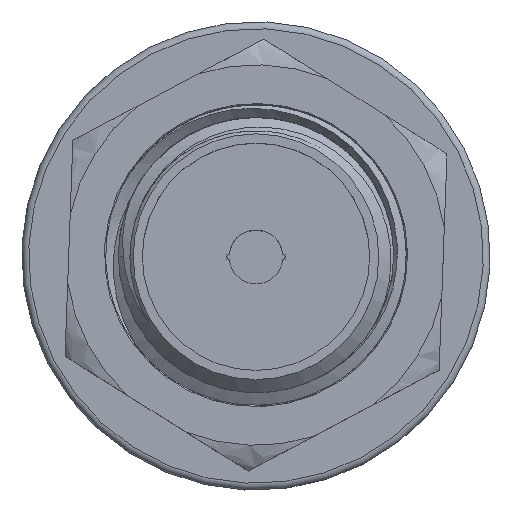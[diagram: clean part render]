
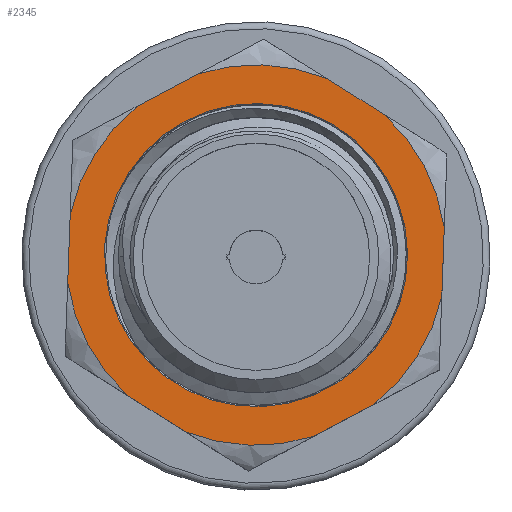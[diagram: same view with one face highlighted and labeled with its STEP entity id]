
A CAD part, top view. The second image highlights one B-rep face of the part: STEP entity #2345.
In plain terms, the highlighted planar face has unit normal (0, 0, 1).
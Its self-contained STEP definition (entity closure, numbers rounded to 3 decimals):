
#221=LINE('',#4156,#407);
#222=LINE('',#4161,#408);
#223=LINE('',#4165,#409);
#224=LINE('',#4169,#410);
#225=LINE('',#4173,#411);
#226=LINE('',#4177,#412);
#407=VECTOR('',#3468,1000.);
#408=VECTOR('',#3471,1000.);
#409=VECTOR('',#3474,1000.);
#410=VECTOR('',#3477,1000.);
#411=VECTOR('',#3480,1000.);
#412=VECTOR('',#3483,1000.);
#768=ORIENTED_EDGE('',*,*,#1334,.T.);
#769=ORIENTED_EDGE('',*,*,#1335,.F.);
#770=ORIENTED_EDGE('',*,*,#1336,.T.);
#771=ORIENTED_EDGE('',*,*,#1337,.F.);
#772=ORIENTED_EDGE('',*,*,#1338,.T.);
#773=ORIENTED_EDGE('',*,*,#1339,.F.);
#774=ORIENTED_EDGE('',*,*,#1340,.T.);
#775=ORIENTED_EDGE('',*,*,#1341,.F.);
#776=ORIENTED_EDGE('',*,*,#1342,.T.);
#777=ORIENTED_EDGE('',*,*,#1343,.F.);
#778=ORIENTED_EDGE('',*,*,#1344,.T.);
#779=ORIENTED_EDGE('',*,*,#1345,.F.);
#780=ORIENTED_EDGE('',*,*,#1346,.T.);
#1334=EDGE_CURVE('',#1639,#1639,#1831,.T.);
#1335=EDGE_CURVE('',#1640,#1641,#221,.T.);
#1336=EDGE_CURVE('',#1640,#1642,#1832,.F.);
#1337=EDGE_CURVE('',#1643,#1642,#222,.T.);
#1338=EDGE_CURVE('',#1643,#1644,#1833,.F.);
#1339=EDGE_CURVE('',#1645,#1644,#223,.T.);
#1340=EDGE_CURVE('',#1645,#1646,#1834,.F.);
#1341=EDGE_CURVE('',#1647,#1646,#224,.T.);
#1342=EDGE_CURVE('',#1647,#1648,#1835,.F.);
#1343=EDGE_CURVE('',#1649,#1648,#225,.T.);
#1344=EDGE_CURVE('',#1649,#1650,#1836,.F.);
#1345=EDGE_CURVE('',#1651,#1650,#226,.T.);
#1346=EDGE_CURVE('',#1651,#1641,#1837,.F.);
#1639=VERTEX_POINT('',#4155);
#1640=VERTEX_POINT('',#4157);
#1641=VERTEX_POINT('',#4158);
#1642=VERTEX_POINT('',#4160);
#1643=VERTEX_POINT('',#4162);
#1644=VERTEX_POINT('',#4164);
#1645=VERTEX_POINT('',#4166);
#1646=VERTEX_POINT('',#4168);
#1647=VERTEX_POINT('',#4170);
#1648=VERTEX_POINT('',#4172);
#1649=VERTEX_POINT('',#4174);
#1650=VERTEX_POINT('',#4176);
#1651=VERTEX_POINT('',#4178);
#1831=CIRCLE('',#3029,3.3);
#1832=CIRCLE('',#3030,4.142);
#1833=CIRCLE('',#3031,4.142);
#1834=CIRCLE('',#3032,4.142);
#1835=CIRCLE('',#3033,4.142);
#1836=CIRCLE('',#3034,4.142);
#1837=CIRCLE('',#3035,4.142);
#1941=EDGE_LOOP('',(#768));
#1942=EDGE_LOOP('',(#769,#770,#771,#772,#773,#774,#775,#776,#777,#778,#779,
#780));
#2108=FACE_BOUND('',#1941,.T.);
#2109=FACE_BOUND('',#1942,.T.);
#2246=PLANE('',#3028);
#2345=ADVANCED_FACE('',(#2108,#2109),#2246,.F.);
#3028=AXIS2_PLACEMENT_3D('',#4153,#3464,#3465);
#3029=AXIS2_PLACEMENT_3D('',#4154,#3466,#3467);
#3030=AXIS2_PLACEMENT_3D('',#4159,#3469,#3470);
#3031=AXIS2_PLACEMENT_3D('',#4163,#3472,#3473);
#3032=AXIS2_PLACEMENT_3D('',#4167,#3475,#3476);
#3033=AXIS2_PLACEMENT_3D('',#4171,#3478,#3479);
#3034=AXIS2_PLACEMENT_3D('',#4175,#3481,#3482);
#3035=AXIS2_PLACEMENT_3D('',#4179,#3484,#3485);
#3464=DIRECTION('',(0.,0.,-1.));
#3465=DIRECTION('',(-0.468,0.884,0.));
#3466=DIRECTION('',(0.,0.,-1.));
#3467=DIRECTION('',(-0.468,0.884,0.));
#3468=DIRECTION('',(0.884,0.468,0.));
#3469=DIRECTION('',(0.,0.,-1.));
#3470=DIRECTION('',(-0.468,0.884,0.));
#3471=DIRECTION('',(0.036,0.999,0.));
#3472=DIRECTION('',(0.,0.,-1.));
#3473=DIRECTION('',(-0.468,0.884,0.));
#3474=DIRECTION('',(-0.847,0.531,0.));
#3475=DIRECTION('',(0.,0.,-1.));
#3476=DIRECTION('',(-0.468,0.884,0.));
#3477=DIRECTION('',(-0.884,-0.468,0.));
#3478=DIRECTION('',(0.,0.,-1.));
#3479=DIRECTION('',(-0.468,0.884,0.));
#3480=DIRECTION('',(-0.036,-0.999,0.));
#3481=DIRECTION('',(0.,0.,-1.));
#3482=DIRECTION('',(-0.468,0.884,0.));
#3483=DIRECTION('',(0.847,-0.531,0.));
#3484=DIRECTION('',(0.,0.,-1.));
#3485=DIRECTION('',(-0.468,0.884,0.));
#4153=CARTESIAN_POINT('',(0.,0.,41.101));
#4154=CARTESIAN_POINT('',(0.,0.,41.101));
#4155=CARTESIAN_POINT('',(-1.545,2.916,41.101));
#4156=CARTESIAN_POINT('',(-3.987,2.499,41.101));
#4157=CARTESIAN_POINT('',(-2.565,3.253,41.101));
#4158=CARTESIAN_POINT('',(-1.251,3.949,41.101));
#4159=CARTESIAN_POINT('',(0.,0.,41.101));
#4160=CARTESIAN_POINT('',(-4.045,0.891,41.101));
#4161=CARTESIAN_POINT('',(-4.158,-2.203,41.101));
#4162=CARTESIAN_POINT('',(-4.099,-0.595,41.101));
#4163=CARTESIAN_POINT('',(0.,0.,41.101));
#4164=CARTESIAN_POINT('',(-2.795,-3.058,41.101));
#4165=CARTESIAN_POINT('',(-0.171,-4.702,41.101));
#4166=CARTESIAN_POINT('',(-1.534,-3.848,41.101));
#4167=CARTESIAN_POINT('',(0.,0.,41.101));
#4168=CARTESIAN_POINT('',(1.251,-3.949,41.101));
#4169=CARTESIAN_POINT('',(3.987,-2.499,41.101));
#4170=CARTESIAN_POINT('',(2.565,-3.253,41.101));
#4171=CARTESIAN_POINT('',(0.,0.,41.101));
#4172=CARTESIAN_POINT('',(4.045,-0.891,41.101));
#4173=CARTESIAN_POINT('',(4.158,2.203,41.101));
#4174=CARTESIAN_POINT('',(4.099,0.595,41.101));
#4175=CARTESIAN_POINT('',(0.,0.,41.101));
#4176=CARTESIAN_POINT('',(2.795,3.058,41.101));
#4177=CARTESIAN_POINT('',(0.171,4.702,41.101));
#4178=CARTESIAN_POINT('',(1.534,3.848,41.101));
#4179=CARTESIAN_POINT('',(0.,0.,41.101));
